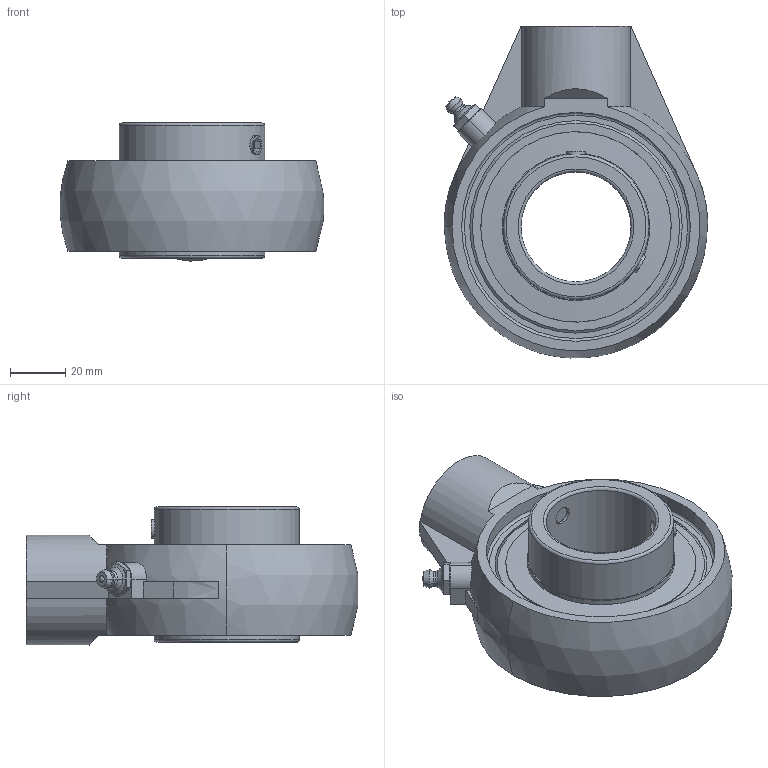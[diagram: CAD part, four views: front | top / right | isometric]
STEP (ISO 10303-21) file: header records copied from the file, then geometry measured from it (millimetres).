
FILE_DESCRIPTION(('HOOPS Exchange Step'),'2;1');
FILE_NAME('export-EF37ED0A-BEDA-4F33-9AD4-018D816C4FB5.stp','2019-12-13T13:36:41-08:00',('ibuslach'),('Alibre'),'HOOPS Exchange 2019.2','Alibre','Unknown authorisation');
FILE_SCHEMA( ('AP242_MANAGED_MODEL_BASED_3D_ENGINEERING_MIM_LF {1 0 10303 442 1 1 4 }') );
Length unit declared in the file: centimetre
Products named in the file (7): MRN SHA 208; ZERK 6mm; SUC 208 RACES; SUC 208 SHIELD; SUC 208 SS; MRN SUC 208; MRN SUCHA 208
Assembly tree (8 placements, depth 3):
  MRN SUCHA 208
    MRN SHA 208
    ZERK 6mm
    MRN SUC 208
      SUC 208 RACES
      SUC 208 SHIELD  x2
      SUC 208 SS  x2
Bounding box: 95.81 x 120.62 x 50.17 mm (x, y, z)
Volume: 159305.1 mm3; surface area: 64921.1 mm2
Topology: 8 solids, 8 shells, 171 faces, 443 edges, 286 vertices
Faces by surface type: plane 65, cylinder 42, cone 32, torus 17, sphere 11, bspline 4
Full cylindrical faces by diameter (mm): 1.505 x2, 6 x2, 6.782 x4, 19.05 x1, 40 x1, 52.832 x4, 53.594 x2, 69.215 x4, 83.195 x1, 85.195 x1
Entity records: 8143 total; most frequent: CARTESIAN_POINT 4151, DIRECTION 864, ORIENTED_EDGE 782, EDGE_CURVE 391, AXIS2_PLACEMENT_3D 367, VERTEX_POINT 255, CIRCLE 194, EDGE_LOOP 176
